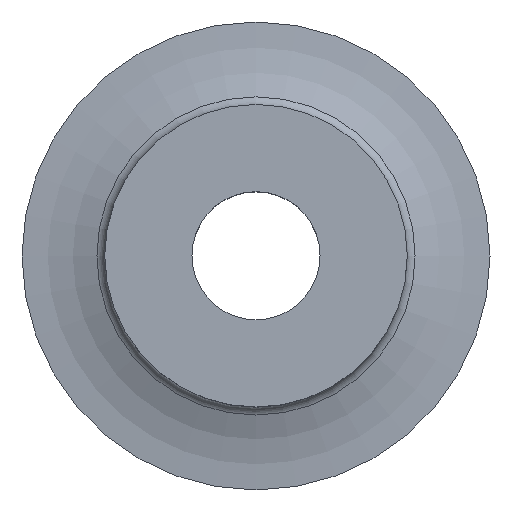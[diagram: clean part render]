
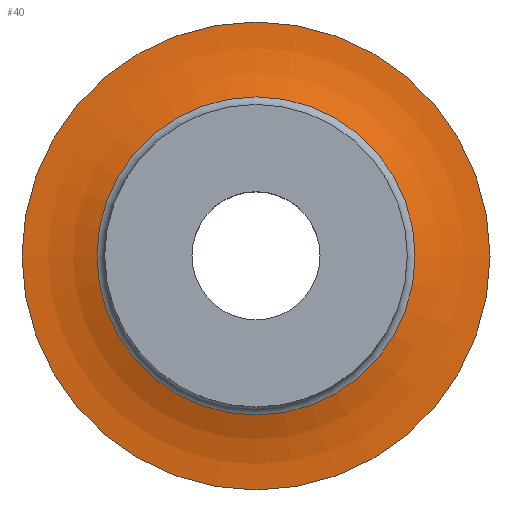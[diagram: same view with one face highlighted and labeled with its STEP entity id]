
A CAD part, top view. The second image highlights one B-rep face of the part: STEP entity #40.
In plain terms, the highlighted toroidal (fillet/blend) face has major radius 11.6 mm and minor radius 8.905 mm.
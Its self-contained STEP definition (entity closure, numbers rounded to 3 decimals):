
#40 = ADVANCED_FACE( '', ( #79, #80 ), #81, .F. );
#79 = FACE_OUTER_BOUND( '', #110, .T. );
#80 = FACE_OUTER_BOUND( '', #111, .T. );
#81 = TOROIDAL_SURFACE( '', #112, 11.6, 8.905 );
#110 = EDGE_LOOP( '', ( #145 ) );
#111 = EDGE_LOOP( '', ( #146 ) );
#112 = AXIS2_PLACEMENT_3D( '', #147, #148, #149 );
#145 = ORIENTED_EDGE( '', *, *, #152, .T. );
#146 = ORIENTED_EDGE( '', *, *, #158, .F. );
#147 = CARTESIAN_POINT( '', ( 0., 0., 8.905 ) );
#148 = DIRECTION( '', ( 0., 0., 1. ) );
#149 = DIRECTION( '', ( 1., 0., 0. ) );
#152 = EDGE_CURVE( '', #165, #165, #166, .T. );
#158 = EDGE_CURVE( '', #174, #174, #175, .T. );
#165 = VERTEX_POINT( '', #183 );
#166 = CIRCLE( '', #184, 11.6 );
#174 = VERTEX_POINT( '', #192 );
#175 = CIRCLE( '', #193, 7.886 );
#183 = CARTESIAN_POINT( '', ( 11.6, 0., 0. ) );
#184 = AXIS2_PLACEMENT_3D( '', #201, #202, #203 );
#192 = CARTESIAN_POINT( '', ( 7.886, 0., 0.811 ) );
#193 = AXIS2_PLACEMENT_3D( '', #210, #211, #212 );
#201 = CARTESIAN_POINT( '', ( 0., 0., 0. ) );
#202 = DIRECTION( '', ( 0., 0., 1. ) );
#203 = DIRECTION( '', ( 1., 0., 0. ) );
#210 = CARTESIAN_POINT( '', ( 0., 0., 0.811 ) );
#211 = DIRECTION( '', ( 0., 0., 1. ) );
#212 = DIRECTION( '', ( 1., 0., 0. ) );
